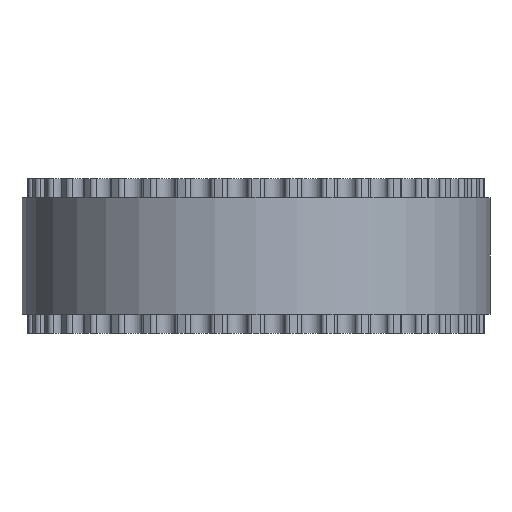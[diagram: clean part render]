
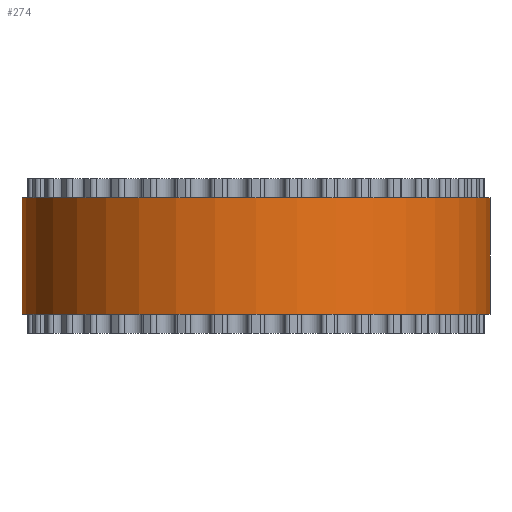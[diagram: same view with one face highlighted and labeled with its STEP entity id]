
A CAD part, front view. The second image highlights one B-rep face of the part: STEP entity #274.
In plain terms, the highlighted cylindrical face has radius 12.096 mm (diameter 24.192 mm), a full revolution.
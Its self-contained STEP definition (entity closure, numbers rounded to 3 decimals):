
#97=FACE_BOUND('',#736,.T.);
#98=FACE_BOUND('',#737,.T.);
#274=ADVANCED_FACE('',(#97,#98),#427,.T.);
#427=CYLINDRICAL_SURFACE('',#3487,12.096);
#736=EDGE_LOOP('',(#1954));
#737=EDGE_LOOP('',(#1955));
#1954=ORIENTED_EDGE('',*,*,#2718,.T.);
#1955=ORIENTED_EDGE('',*,*,#2719,.T.);
#2260=VERTEX_POINT('',#5480);
#2261=VERTEX_POINT('',#5482);
#2718=EDGE_CURVE('',#2260,#2260,#3024,.T.);
#2719=EDGE_CURVE('',#2261,#2261,#3025,.T.);
#3024=CIRCLE('',#3485,12.096);
#3025=CIRCLE('',#3486,12.096);
#3485=AXIS2_PLACEMENT_3D('',#5479,#4558,#4559);
#3486=AXIS2_PLACEMENT_3D('',#5481,#4560,#4561);
#3487=AXIS2_PLACEMENT_3D('',#5483,#4562,#4563);
#4558=DIRECTION('',(0.,0.,1.));
#4559=DIRECTION('',(1.,0.,0.));
#4560=DIRECTION('',(0.,0.,-1.));
#4561=DIRECTION('',(1.,0.,0.));
#4562=DIRECTION('',(0.,0.,1.));
#4563=DIRECTION('',(1.,0.,0.));
#5479=CARTESIAN_POINT('',(0.,0.,1.));
#5480=CARTESIAN_POINT('',(12.096,0.,1.));
#5481=CARTESIAN_POINT('',(0.,0.,7.));
#5482=CARTESIAN_POINT('',(12.096,0.,7.));
#5483=CARTESIAN_POINT('',(0.,0.,1.));
